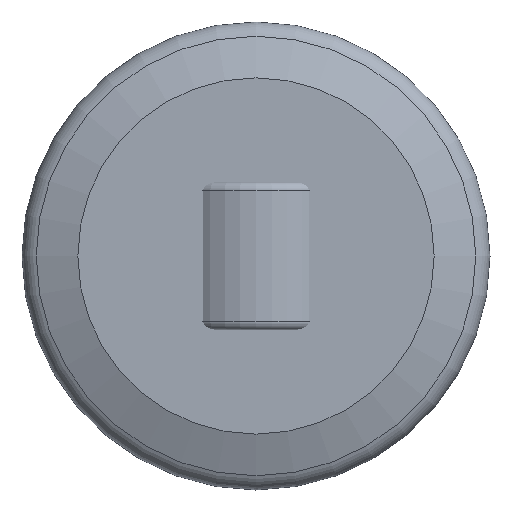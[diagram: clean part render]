
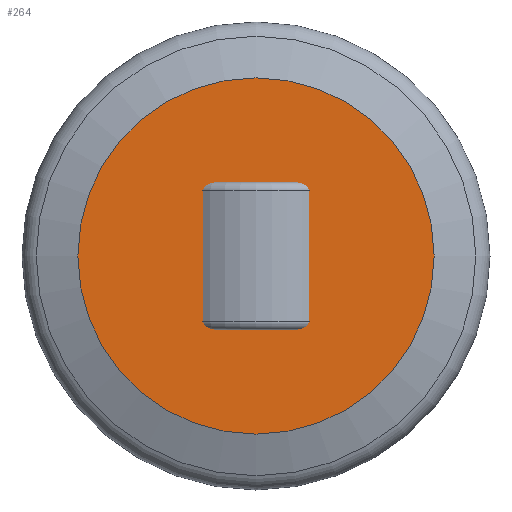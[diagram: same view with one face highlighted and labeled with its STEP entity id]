
A CAD part, front view. The second image highlights one B-rep face of the part: STEP entity #264.
In plain terms, the highlighted planar face has unit normal (0, -1, 0).
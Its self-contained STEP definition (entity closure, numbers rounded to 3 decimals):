
#40=PLANE('',#335);
#79=FACE_OUTER_BOUND('',#101,.T.);
#101=EDGE_LOOP('',(#241));
#125=CIRCLE('',#334,41.);
#145=VERTEX_POINT('',#512);
#176=EDGE_CURVE('',#145,#145,#125,.T.);
#241=ORIENTED_EDGE('',*,*,#176,.T.);
#264=ADVANCED_FACE('',(#79),#40,.T.);
#334=AXIS2_PLACEMENT_3D('',#513,#433,#434);
#335=AXIS2_PLACEMENT_3D('',#515,#436,#437);
#433=DIRECTION('center_axis',(0.,-1.,0.));
#434=DIRECTION('ref_axis',(1.,0.,0.));
#436=DIRECTION('center_axis',(0.,-1.,0.));
#437=DIRECTION('ref_axis',(0.,0.,-1.));
#512=CARTESIAN_POINT('',(-41.,-17.,0.));
#513=CARTESIAN_POINT('Origin',(0.,-17.,0.));
#515=CARTESIAN_POINT('Origin',(0.,-17.,0.));
